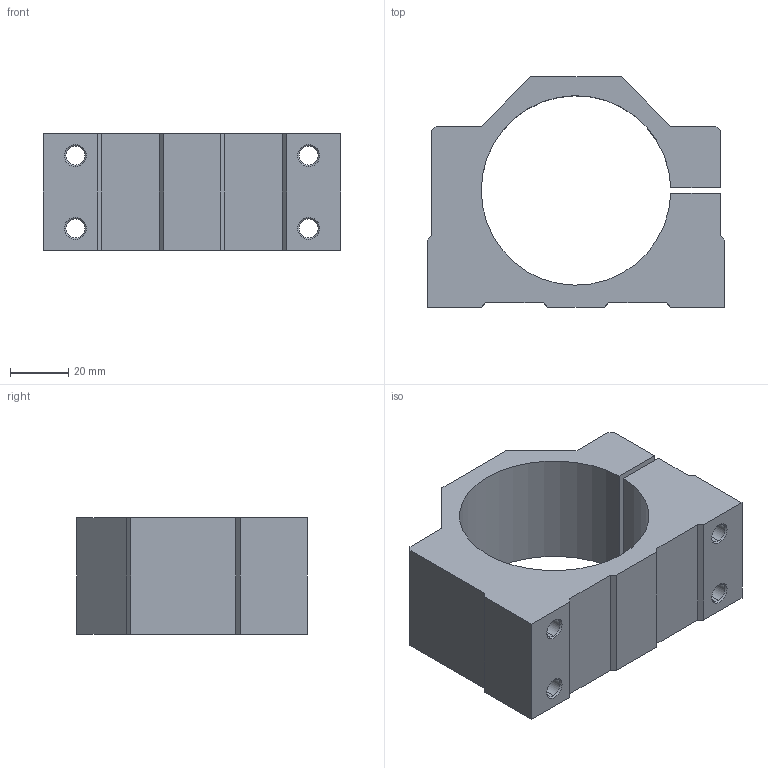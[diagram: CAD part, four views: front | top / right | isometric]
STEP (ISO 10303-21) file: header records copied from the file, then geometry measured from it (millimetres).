
FILE_DESCRIPTION (( 'STEP AP203' ), '1' );
FILE_NAME ('Aluminum Spindle Clamp Bracket ID 65mm M6.STEP', '2022-10-05T03:27:59', ( '' ), ( '' ), 'SwSTEP 2.0', 'SolidWorks 2017', '' );
FILE_SCHEMA (( 'CONFIG_CONTROL_DESIGN' ));
Length unit declared in the file: millimetre
Products named in the file (2): Aluminum Spindle Clamp Bracket ID 65mm M6
Bounding box: 102 x 79 x 40 mm (x, y, z)
Volume: 136159.2 mm3; surface area: 34764.5 mm2
Topology: 1 solids, 1 shells, 57 faces, 153 edges, 98 vertices
Faces by surface type: plane 27, cone 16, cylinder 14
Entity records: 1958 total; most frequent: DIRECTION 319, CARTESIAN_POINT 310, ORIENTED_EDGE 306, EDGE_CURVE 153, AXIS2_PLACEMENT_3D 107, VECTOR 105, LINE 105, VERTEX_POINT 98
